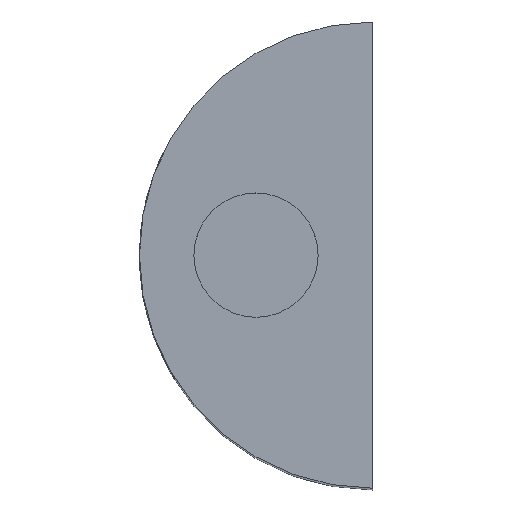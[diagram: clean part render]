
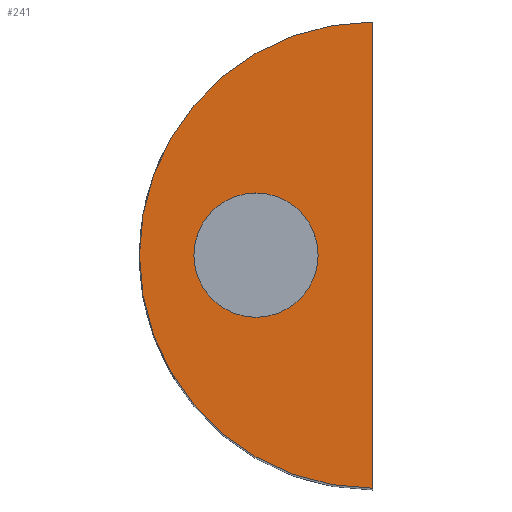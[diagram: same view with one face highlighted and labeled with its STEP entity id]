
A CAD part, top view. The second image highlights one B-rep face of the part: STEP entity #241.
In plain terms, the highlighted planar face has unit normal (0, 0, 1).
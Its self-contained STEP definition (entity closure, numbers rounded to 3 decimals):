
#21=FACE_BOUND('',#62,.T.);
#30=PLANE('',#285);
#45=FACE_OUTER_BOUND('',#61,.T.);
#61=EDGE_LOOP('',(#223,#224));
#62=EDGE_LOOP('',(#225));
#73=CIRCLE('',#276,15.);
#75=CIRCLE('',#280,4.);
#87=LINE('',#414,#104);
#104=VECTOR('',#341,10.);
#125=VERTEX_POINT('',#403);
#126=VERTEX_POINT('',#405);
#131=VERTEX_POINT('',#421);
#150=EDGE_CURVE('',#125,#126,#73,.T.);
#155=EDGE_CURVE('',#126,#125,#87,.T.);
#159=EDGE_CURVE('',#131,#131,#75,.T.);
#223=ORIENTED_EDGE('',*,*,#155,.F.);
#224=ORIENTED_EDGE('',*,*,#150,.F.);
#225=ORIENTED_EDGE('',*,*,#159,.T.);
#241=ADVANCED_FACE('',(#45,#21),#30,.T.);
#276=AXIS2_PLACEMENT_3D('',#406,#332,#333);
#280=AXIS2_PLACEMENT_3D('',#422,#347,#348);
#285=AXIS2_PLACEMENT_3D('',#431,#360,#361);
#332=DIRECTION('center_axis',(0.,0.,-1.));
#333=DIRECTION('ref_axis',(-1.,0.,0.));
#341=DIRECTION('',(0.,-1.,0.));
#347=DIRECTION('center_axis',(0.,0.,-1.));
#348=DIRECTION('ref_axis',(1.,0.,0.));
#360=DIRECTION('center_axis',(0.,0.,1.));
#361=DIRECTION('ref_axis',(1.,0.,0.));
#403=CARTESIAN_POINT('',(0.,-15.,80.));
#405=CARTESIAN_POINT('',(0.,15.,80.));
#406=CARTESIAN_POINT('Origin',(0.,0.,
80.));
#414=CARTESIAN_POINT('',(0.,15.,80.));
#421=CARTESIAN_POINT('',(-11.5,0.,80.));
#422=CARTESIAN_POINT('Origin',(-7.5,0.,80.));
#431=CARTESIAN_POINT('Origin',(-15.,0.,80.));
